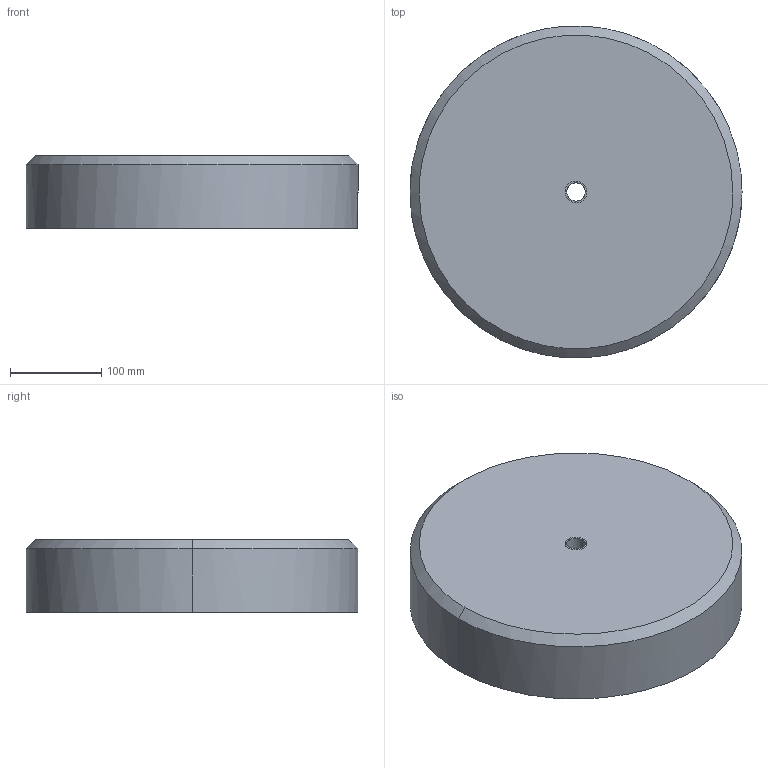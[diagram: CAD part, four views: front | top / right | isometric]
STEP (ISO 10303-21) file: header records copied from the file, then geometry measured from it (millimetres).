
FILE_DESCRIPTION(/* description */ (''),/* implementation_level */ '2;1');
FILE_NAME(/* name */ '5403227',/* time_stamp */ '2016-03-29T09:39:51+02:00',/* author */ (''),/* organization */ (''),/* preprocessor_version */ 'ST-DEVELOPER v15',/* originating_system */ '',/* authorisation */ '');
FILE_SCHEMA (('CONFIG_CONTROL_DESIGN'));
Length unit declared in the file: millimetre
Products named in the file (2): Document; 5403227
Assembly tree (1 placements, depth 2):
  Document
    5403227
Bounding box: 364 x 363.82 x 80 mm (x, y, z)
Volume: 8153344.9 mm3; surface area: 319835.2 mm2
Topology: 2 solids, 2 shells, 31 faces, 68 edges, 44 vertices
Faces by surface type: bspline 16, plane 15
Entity records: 1165 total; most frequent: CARTESIAN_POINT 551, ORIENTED_EDGE 136, EDGE_CURVE 68, VERTEX_POINT 44, EDGE_LOOP 38, ADVANCED_FACE 31, FACE_OUTER_BOUND 31, B_SPLINE_CURVE_WITH_KNOTS 28
